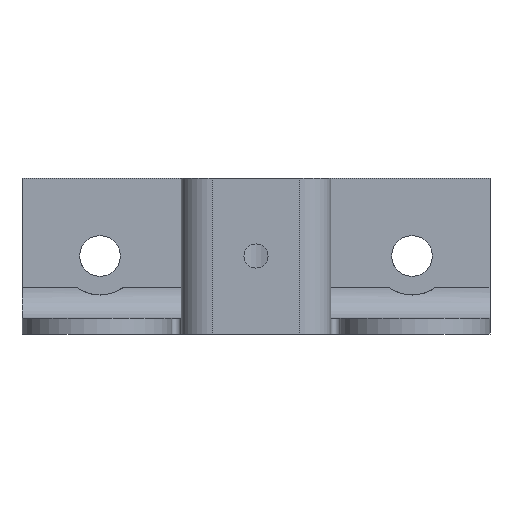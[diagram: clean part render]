
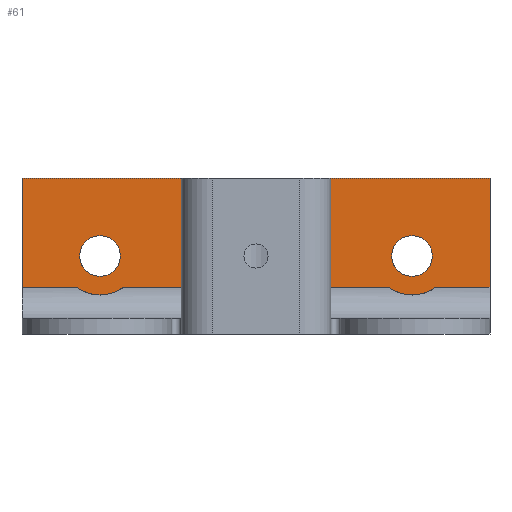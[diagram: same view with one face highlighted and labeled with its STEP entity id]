
A CAD part, front view. The second image highlights one B-rep face of the part: STEP entity #61.
In plain terms, the highlighted planar face has unit normal (0, -1, 0).
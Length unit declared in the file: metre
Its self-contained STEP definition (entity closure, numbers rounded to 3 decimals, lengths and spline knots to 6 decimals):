
#61 = ADVANCED_FACE( '', ( #162, #163, #164, #165 ), #166, .F. );
#162 = FACE_OUTER_BOUND( '', #338, .T. );
#163 = FACE_BOUND( '', #339, .T. );
#164 = FACE_BOUND( '', #340, .T. );
#165 = FACE_BOUND( '', #341, .T. );
#166 = PLANE( '', #342 );
#338 = EDGE_LOOP( '', ( #589, #590, #591, #592, #593, #594, #595, #596, #597, #598 ) );
#339 = EDGE_LOOP( '', ( #599 ) );
#340 = EDGE_LOOP( '', ( #600 ) );
#341 = EDGE_LOOP( '', ( #601 ) );
#342 = AXIS2_PLACEMENT_3D( '', #602, #603, #604 );
#589 = ORIENTED_EDGE( '', *, *, #1215, .T. );
#590 = ORIENTED_EDGE( '', *, *, #1168, .T. );
#591 = ORIENTED_EDGE( '', *, *, #1216, .T. );
#592 = ORIENTED_EDGE( '', *, *, #1217, .F. );
#593 = ORIENTED_EDGE( '', *, *, #1209, .F. );
#594 = ORIENTED_EDGE( '', *, *, #1218, .T. );
#595 = ORIENTED_EDGE( '', *, *, #1219, .T. );
#596 = ORIENTED_EDGE( '', *, *, #1174, .T. );
#597 = ORIENTED_EDGE( '', *, *, #1220, .T. );
#598 = ORIENTED_EDGE( '', *, *, #1172, .T. );
#599 = ORIENTED_EDGE( '', *, *, #1175, .F. );
#600 = ORIENTED_EDGE( '', *, *, #1221, .F. );
#601 = ORIENTED_EDGE( '', *, *, #1169, .F. );
#602 = CARTESIAN_POINT( '', ( 0., -0.002, 0.02 ) );
#603 = DIRECTION( '', ( 0., 1., 0. ) );
#604 = DIRECTION( '', ( 0., 0., 1. ) );
#1168 = EDGE_CURVE( '', #1391, #1392, #1394, .T. );
#1169 = EDGE_CURVE( '', #1395, #1395, #1396, .F. );
#1172 = EDGE_CURVE( '', #1399, #1400, #1402, .T. );
#1174 = EDGE_CURVE( '', #1403, #1404, #1406, .T. );
#1175 = EDGE_CURVE( '', #1407, #1407, #1408, .F. );
#1209 = EDGE_CURVE( '', #1468, #1470, #1471, .T. );
#1215 = EDGE_CURVE( '', #1400, #1391, #1478, .T. );
#1216 = EDGE_CURVE( '', #1392, #1479, #1480, .T. );
#1217 = EDGE_CURVE( '', #1470, #1479, #1481, .T. );
#1218 = EDGE_CURVE( '', #1468, #1482, #1483, .T. );
#1219 = EDGE_CURVE( '', #1482, #1403, #1484, .T. );
#1220 = EDGE_CURVE( '', #1404, #1399, #1485, .T. );
#1221 = EDGE_CURVE( '', #1486, #1486, #1487, .F. );
#1391 = VERTEX_POINT( '', #1765 );
#1392 = VERTEX_POINT( '', #1766 );
#1394 = CIRCLE( '', #1779, 0.005 );
#1395 = VERTEX_POINT( '', #1780 );
#1396 = CIRCLE( '', #1781, 0.0026 );
#1399 = VERTEX_POINT( '', #1784 );
#1400 = VERTEX_POINT( '', #1785 );
#1402 = CIRCLE( '', #1798, 0.005 );
#1403 = VERTEX_POINT( '', #1799 );
#1404 = VERTEX_POINT( '', #1800 );
#1406 = CIRCLE( '', #1815, 0.005 );
#1407 = VERTEX_POINT( '', #1816 );
#1408 = CIRCLE( '', #1817, 0.0026 );
#1468 = VERTEX_POINT( '', #1907 );
#1470 = VERTEX_POINT( '', #1910 );
#1471 = LINE( '', #1911, #1912 );
#1478 = LINE( '', #1924, #1925 );
#1479 = VERTEX_POINT( '', #1926 );
#1480 = LINE( '', #1927, #1928 );
#1481 = LINE( '', #1929, #1930 );
#1482 = VERTEX_POINT( '', #1931 );
#1483 = LINE( '', #1932, #1933 );
#1484 = LINE( '', #1934, #1935 );
#1485 = LINE( '', #1936, #1937 );
#1486 = VERTEX_POINT( '', #1938 );
#1487 = CIRCLE( '', #1939, 0.0026 );
#1765 = CARTESIAN_POINT( '', ( 0.017, -0.002, 0.006 ) );
#1766 = CARTESIAN_POINT( '', ( 0.023, -0.002, 0.006 ) );
#1779 = AXIS2_PLACEMENT_3D( '', #2353, #2354, #2355 );
#1780 = CARTESIAN_POINT( '', ( 0.02, -0.002, 0.0126 ) );
#1781 = AXIS2_PLACEMENT_3D( '', #2356, #2357, #2358 );
#1784 = CARTESIAN_POINT( '', ( -0.003, -0.002, 0.006 ) );
#1785 = CARTESIAN_POINT( '', ( 0.003, -0.002, 0.006 ) );
#1798 = AXIS2_PLACEMENT_3D( '', #2362, #2363, #2364 );
#1799 = CARTESIAN_POINT( '', ( -0.023, -0.002, 0.006 ) );
#1800 = CARTESIAN_POINT( '', ( -0.017, -0.002, 0.006 ) );
#1815 = AXIS2_PLACEMENT_3D( '', #2365, #2366, #2367 );
#1816 = CARTESIAN_POINT( '', ( -0.02, -0.002, 0.0126 ) );
#1817 = AXIS2_PLACEMENT_3D( '', #2368, #2369, #2370 );
#1907 = CARTESIAN_POINT( '', ( -0.03, -0.002, 0.02 ) );
#1910 = CARTESIAN_POINT( '', ( 0.03, -0.002, 0.02 ) );
#1911 = CARTESIAN_POINT( '', ( 0., -0.002, 0.02 ) );
#1912 = VECTOR( '', #2408, 1. );
#1924 = CARTESIAN_POINT( '', ( 0., -0.002, 0.006 ) );
#1925 = VECTOR( '', #2414, 1. );
#1926 = CARTESIAN_POINT( '', ( 0.03, -0.002, 0.006 ) );
#1927 = CARTESIAN_POINT( '', ( 0., -0.002, 0.006 ) );
#1928 = VECTOR( '', #2415, 1. );
#1929 = CARTESIAN_POINT( '', ( 0.03, -0.002, 0.02 ) );
#1930 = VECTOR( '', #2416, 1. );
#1931 = CARTESIAN_POINT( '', ( -0.03, -0.002, 0.006 ) );
#1932 = CARTESIAN_POINT( '', ( -0.03, -0.002, 0.02 ) );
#1933 = VECTOR( '', #2417, 1. );
#1934 = CARTESIAN_POINT( '', ( 0., -0.002, 0.006 ) );
#1935 = VECTOR( '', #2418, 1. );
#1936 = CARTESIAN_POINT( '', ( 0., -0.002, 0.006 ) );
#1937 = VECTOR( '', #2419, 1. );
#1938 = CARTESIAN_POINT( '', ( 0., -0.002, 0.0126 ) );
#1939 = AXIS2_PLACEMENT_3D( '', #2420, #2421, #2422 );
#2353 = CARTESIAN_POINT( '', ( 0.02, -0.002, 0.01 ) );
#2354 = DIRECTION( '', ( 0., -1., 0. ) );
#2355 = DIRECTION( '', ( 1., 0., 0. ) );
#2356 = CARTESIAN_POINT( '', ( 0.02, -0.002, 0.01 ) );
#2357 = DIRECTION( '', ( 0., 1., 0. ) );
#2358 = DIRECTION( '', ( 0., 0., 1. ) );
#2362 = CARTESIAN_POINT( '', ( 0., -0.002, 0.01 ) );
#2363 = DIRECTION( '', ( 0., -1., 0. ) );
#2364 = DIRECTION( '', ( 1., 0., 0. ) );
#2365 = CARTESIAN_POINT( '', ( -0.02, -0.002, 0.01 ) );
#2366 = DIRECTION( '', ( 0., -1., 0. ) );
#2367 = DIRECTION( '', ( 1., 0., 0. ) );
#2368 = CARTESIAN_POINT( '', ( -0.02, -0.002, 0.01 ) );
#2369 = DIRECTION( '', ( 0., 1., 0. ) );
#2370 = DIRECTION( '', ( 0., 0., 1. ) );
#2408 = DIRECTION( '', ( 1., 0., 0. ) );
#2414 = DIRECTION( '', ( 1., 0., 0. ) );
#2415 = DIRECTION( '', ( 1., 0., 0. ) );
#2416 = DIRECTION( '', ( 0., 0., -1. ) );
#2417 = DIRECTION( '', ( 0., 0., -1. ) );
#2418 = DIRECTION( '', ( 1., 0., 0. ) );
#2419 = DIRECTION( '', ( 1., 0., 0. ) );
#2420 = CARTESIAN_POINT( '', ( 0., -0.002, 0.01 ) );
#2421 = DIRECTION( '', ( 0., 1., 0. ) );
#2422 = DIRECTION( '', ( 0., 0., 1. ) );
